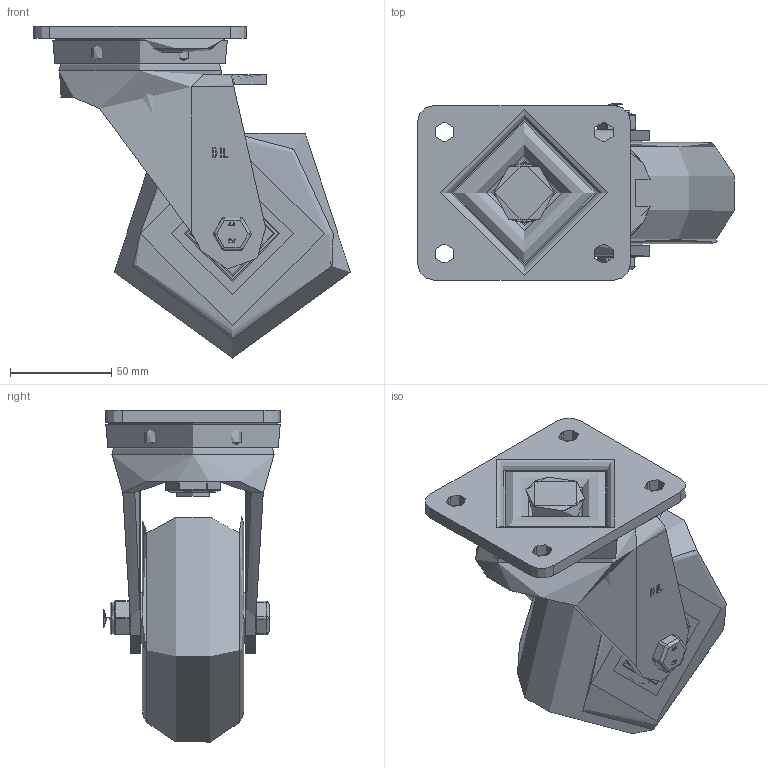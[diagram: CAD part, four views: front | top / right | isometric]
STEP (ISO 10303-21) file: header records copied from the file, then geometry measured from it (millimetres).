
FILE_DESCRIPTION(/* description */ (''),/* implementation_level */ '2;1');
FILE_NAME(/* name */ 'BZXP125RPTABJ.step',/* time_stamp */ '2024-10-18T12:19:26+01:00',/* author */ (''),/* organization */ (''),/* preprocessor_version */ 'ST-DEVELOPER v20',/* originating_system */ 'Autodesk Translation Framework v13.20.0.188',/* authorisation */ '');
FILE_SCHEMA (('AUTOMOTIVE_DESIGN { 1 0 10303 214 3 1 1 }'));
Length unit declared in the file: millimetre
Products named in the file (34): BZXP125RPTABJ; BZXP125AS - 2 -52 v1; ZINC PLATED, PRESSED STEEL TOP PLATE; ZINC PLATED, PRESSED STEEL TOP PLATE Geometry; Pattern; Component7; NUT; Pattern2; Component8; ZINC PLATED, PRESSED STEEL FORKS; BEARING SEAL; BZMH125WRPTABJM20 v1; POLYURETHANE TYRE; ALUMINIUM RIM; BEARING6204; BALL BEARINGS; BEARING6204 (1); BALL BEARINGS (1); Component3; INNER; OUTER; MIDDLE; RUBBER; BEARING SPACER; TH20X1X10 - 3 v1; ZINC PLATED HEADED SPACER; TH20X1X10 - 3 v1 (1); ZINC PLATED HEADED SPACER (1); BOLTM10X75Z8.8 v2; GRADE 8.8 ZINC PLATED BOLT; NYLOCM10Z v1; NYLOC NUT; RUBBER (1); NUT (1)
Assembly tree (80 placements, depth 5):
  BZXP125RPTABJ
    BZXP125AS - 2 -52 v1
      ZINC PLATED, PRESSED STEEL TOP PLATE
        ZINC PLATED, PRESSED STEEL TOP PLATE Geometry
        Pattern
          Component7  x16
        NUT
        Pattern2
          Component8  x14
      ZINC PLATED, PRESSED STEEL FORKS
      BEARING SEAL
    BZMH125WRPTABJM20 v1
      POLYURETHANE TYRE
      ALUMINIUM RIM
      BEARING6204
        INNER
        OUTER
        BALL BEARINGS
          Component3  x8
        MIDDLE
        RUBBER
      BEARING6204 (1)
        BALL BEARINGS (1)
          Component3  x8
        INNER
        OUTER
        MIDDLE
        RUBBER
      BEARING SPACER
    TH20X1X10 - 3 v1
      ZINC PLATED HEADED SPACER
    TH20X1X10 - 3 v1 (1)
      ZINC PLATED HEADED SPACER (1)
    BOLTM10X75Z8.8 v2
      GRADE 8.8 ZINC PLATED BOLT
    NYLOCM10Z v1
      NYLOC NUT
        RUBBER (1)
        NUT (1)
Bounding box: 156.23 x 87 x 163.72 mm (x, y, z)
Volume: 690343.7 mm3; surface area: 191539.4 mm2
Topology: 68 solids, 68 shells, 1298 faces, 3300 edges, 2160 vertices
Faces by surface type: plane 543, bspline 361, cylinder 241, sphere 108, torus 32, cone 13
Full cylindrical faces by diameter (mm): 8.141 x18, 9.85 x18, 10 x3, 10.25 x2, 10.5 x2, 12 x2, 16 x6, 19.75 x2, 20 x3, 24 x1, 25 x2, 27 x2, 28.5 x8, 30 x1, 30.8 x4, 31.3 x4, 40.3 x4, 40.5 x4, 40.8 x4, 42 x10, 44 x1, 47 x4, 60 x2, 62 x1, 65.665 x1, 70 x1, 80 x1
Entity records: 38247 total; most frequent: CARTESIAN_POINT 16449, ORIENTED_EDGE 4496, DIRECTION 3940, EDGE_CURVE 2248, VERTEX_POINT 1466, AXIS2_PLACEMENT_3D 1443, EDGE_LOOP 1056, LINE 1054
